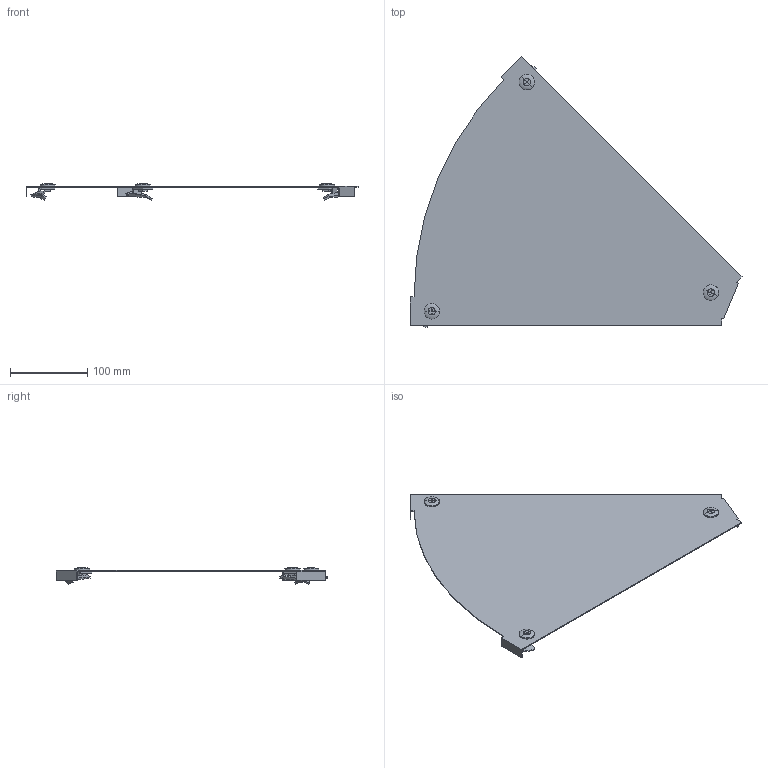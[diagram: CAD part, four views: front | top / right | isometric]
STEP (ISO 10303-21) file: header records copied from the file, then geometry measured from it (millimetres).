
FILE_DESCRIPTION (( 'STEP AP203' ), '1' );
FILE_NAME ('7138408.STEP', '2019-11-04T10:59:27', ( '' ), ( '' ), 'SwSTEP 2.0', 'SolidWorks 2018', '' );
FILE_SCHEMA (( 'CONFIG_CONTROL_DESIGN' ));
Length unit declared in the file: millimetre
Products named in the file (5): 120072_Standard; 7138408; 048180_NB=400 d-16,5 f〉 Helix-Drehriegel; 099600_Standard; 109905_quadratisch
Assembly tree (6 placements, depth 3):
  7138408
    048180_NB=400 d-16,5 f〉 Helix-Drehriegel
    120072_Standard  x3
      099600_Standard
      109905_quadratisch
Bounding box: 430.51 x 351.62 x 21.36 mm (x, y, z)
Volume: 126423.7 mm3; surface area: 198651.1 mm2
Topology: 7 solids, 7 shells, 254 faces, 714 edges, 477 vertices
Faces by surface type: plane 130, bspline 66, cone 33, cylinder 13, torus 12
Entity records: 5747 total; most frequent: CARTESIAN_POINT 2531, ORIENTED_EDGE 616, DIRECTION 449, EDGE_CURVE 308, VERTEX_POINT 207, VECTOR 163, LINE 163, AXIS2_PLACEMENT_3D 143
